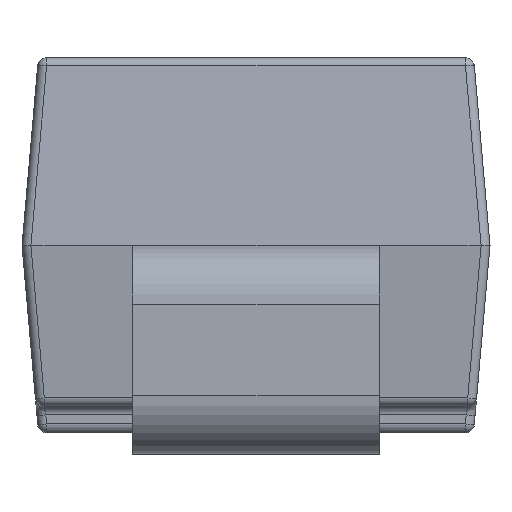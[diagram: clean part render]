
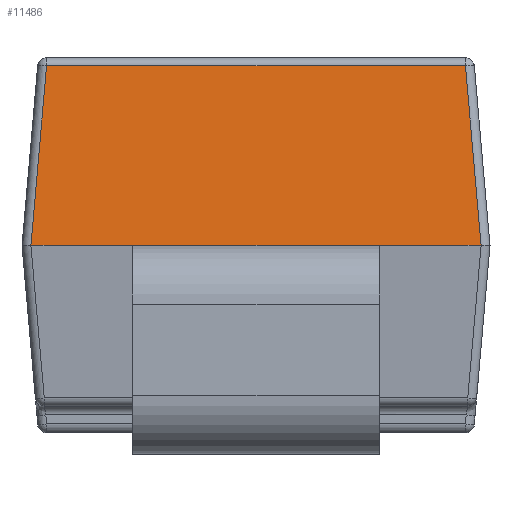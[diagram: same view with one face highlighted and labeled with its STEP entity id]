
A CAD part, left-side view. The second image highlights one B-rep face of the part: STEP entity #11486.
In plain terms, the highlighted planar face has unit normal (-0.996, 0, 0.087).
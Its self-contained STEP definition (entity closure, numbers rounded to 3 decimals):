
#32 = CARTESIAN_POINT ( 'NONE',  ( -2.185, -1.31, 0. ) ) ;
#435 = VERTEX_POINT ( 'NONE', #14120 ) ;
#463 = CARTESIAN_POINT ( 'NONE',  ( -2.185, -1.26, 0. ) ) ;
#500 = DIRECTION ( 'NONE',  ( 0.087, 0., 0.996 ) ) ;
#1956 = VECTOR ( 'NONE', #15244, 1000. ) ;
#2028 = VECTOR ( 'NONE', #9108, 1000. ) ;
#2059 = LINE ( 'NONE', #6426, #2028 ) ;
#2272 = ORIENTED_EDGE ( 'NONE', *, *, #14196, .T. ) ;
#2337 = VECTOR ( 'NONE', #3297, 1000. ) ;
#2495 = CARTESIAN_POINT ( 'NONE',  ( -2.185, 1.26, 0. ) ) ;
#2585 = AXIS2_PLACEMENT_3D ( 'NONE', #12796, #10088, #500 ) ;
#2695 = VERTEX_POINT ( 'NONE', #463 ) ;
#2983 = VECTOR ( 'NONE', #10587, 1000. ) ;
#3065 = VERTEX_POINT ( 'NONE', #9478 ) ;
#3163 = VECTOR ( 'NONE', #4362, 1000. ) ;
#3297 = DIRECTION ( 'NONE',  ( -0.087, 0.087, -0.992 ) ) ;
#3412 = VERTEX_POINT ( 'NONE', #4750 ) ;
#4313 = CARTESIAN_POINT ( 'NONE',  ( -2.185, -1.31, 0. ) ) ;
#4362 = DIRECTION ( 'NONE',  ( 0., -1., 0. ) ) ;
#4750 = CARTESIAN_POINT ( 'NONE',  ( -2.185, -0.69, 0. ) ) ;
#5583 = DIRECTION ( 'NONE',  ( 0., -1., 0. ) ) ;
#5693 = EDGE_LOOP ( 'NONE', ( #13098, #12730, #17263, #9886, #10374, #2272 ) ) ;
#6070 = VECTOR ( 'NONE', #5583, 1000. ) ;
#6118 = VERTEX_POINT ( 'NONE', #2495 ) ;
#6426 = CARTESIAN_POINT ( 'NONE',  ( -2.097, -1.31, 1.004 ) ) ;
#7150 = EDGE_CURVE ( 'NONE', #9465, #6118, #9918, .T. ) ;
#7235 = FACE_OUTER_BOUND ( 'NONE', #5693, .T. ) ;
#7314 = PLANE ( 'NONE',  #2585 ) ;
#8777 = EDGE_CURVE ( 'NONE', #2695, #435, #16042, .T. ) ;
#9108 = DIRECTION ( 'NONE',  ( 0., 1., 0. ) ) ;
#9465 = VERTEX_POINT ( 'NONE', #12061 ) ;
#9478 = CARTESIAN_POINT ( 'NONE',  ( -2.185, 0.69, 0. ) ) ;
#9886 = ORIENTED_EDGE ( 'NONE', *, *, #14404, .T. ) ;
#9918 = LINE ( 'NONE', #11369, #2337 ) ;
#10088 = DIRECTION ( 'NONE',  ( -0.996, 0., 0.087 ) ) ;
#10374 = ORIENTED_EDGE ( 'NONE', *, *, #16802, .T. ) ;
#10587 = DIRECTION ( 'NONE',  ( 0.087, 0.087, 0.992 ) ) ;
#11369 = CARTESIAN_POINT ( 'NONE',  ( -2.166, 1.241, 0.221 ) ) ;
#11486 = ADVANCED_FACE ( 'NONE', ( #7235 ), #7314, .T. ) ;
#12061 = CARTESIAN_POINT ( 'NONE',  ( -2.097, 1.172, 1.004 ) ) ;
#12717 = CARTESIAN_POINT ( 'NONE',  ( -2.185, -1.31, 0. ) ) ;
#12730 = ORIENTED_EDGE ( 'NONE', *, *, #14030, .T. ) ;
#12796 = CARTESIAN_POINT ( 'NONE',  ( -2.185, -1.31, 0. ) ) ;
#13098 = ORIENTED_EDGE ( 'NONE', *, *, #8777, .T. ) ;
#13791 = LINE ( 'NONE', #12717, #3163 ) ;
#13846 = LINE ( 'NONE', #32, #6070 ) ;
#14030 = EDGE_CURVE ( 'NONE', #435, #9465, #2059, .T. ) ;
#14120 = CARTESIAN_POINT ( 'NONE',  ( -2.097, -1.172, 1.004 ) ) ;
#14196 = EDGE_CURVE ( 'NONE', #3412, #2695, #13791, .T. ) ;
#14404 = EDGE_CURVE ( 'NONE', #6118, #3065, #16574, .T. ) ;
#15244 = DIRECTION ( 'NONE',  ( 0., -1., 0. ) ) ;
#16042 = LINE ( 'NONE', #17360, #2983 ) ;
#16574 = LINE ( 'NONE', #4313, #1956 ) ;
#16802 = EDGE_CURVE ( 'NONE', #3065, #3412, #13846, .T. ) ;
#17263 = ORIENTED_EDGE ( 'NONE', *, *, #7150, .T. ) ;
#17360 = CARTESIAN_POINT ( 'NONE',  ( -2.185, -1.261, -0.004 ) ) ;
